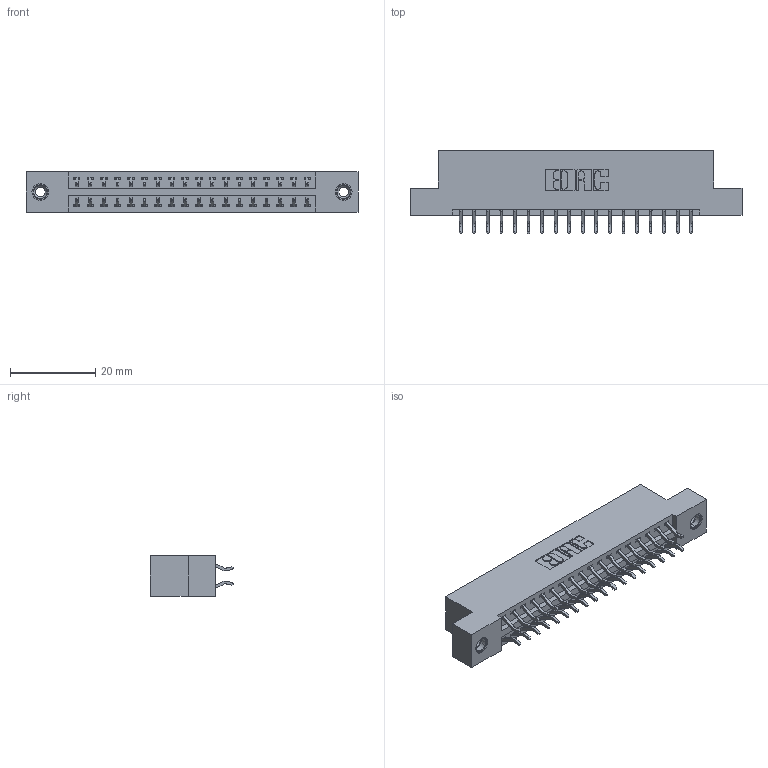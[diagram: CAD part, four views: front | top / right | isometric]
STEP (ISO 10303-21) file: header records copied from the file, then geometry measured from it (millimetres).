
FILE_DESCRIPTION (( 'STEP AP203' ), '1' );
FILE_NAME ('396-036-556-208.STEP', '2018-09-06T04:58:28', ( '' ), ( '' ), 'SwSTEP 2.0', 'SolidWorks 2016', '' );
FILE_SCHEMA (( 'CONFIG_CONTROL_DESIGN' ));
Length unit declared in the file: inch
Products named in the file (4): 396-036-556-208; 346 Part_Flush Mounting Lugs - 0.156 Dia-TI; 345-292-001_556 Tail; 345-250-001_345-250-003-102
Assembly tree (39 placements, depth 2):
  396-036-556-208
    346 Part_Flush Mounting Lugs - 0.156 Dia-TI
    345-292-001_556 Tail  x36
    345-250-001_345-250-003-102  x2
Bounding box: 77.72 x 19.57 x 9.4 mm (x, y, z)
Volume: 7384.7 mm3; surface area: 9760.1 mm2
Topology: 39 solids, 39 shells, 2270 faces, 6693 edges, 4406 vertices
Faces by surface type: plane 1512, cylinder 742, cone 12, torus 4
Entity records: 16384 total; most frequent: CARTESIAN_POINT 2731, ORIENTED_EDGE 2646, DIRECTION 2473, EDGE_CURVE 1323, VECTOR 1091, LINE 1091, VERTEX_POINT 876, AXIS2_PLACEMENT_3D 691
